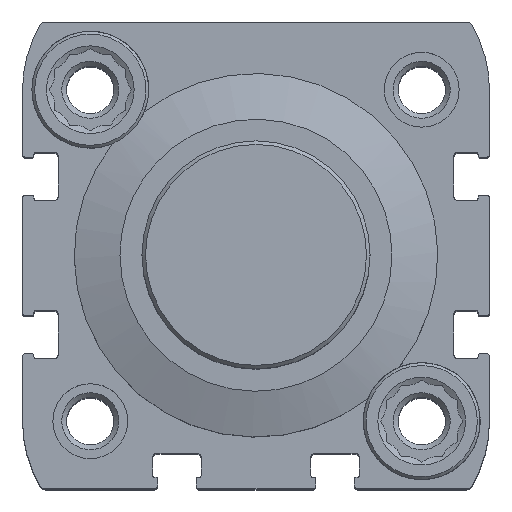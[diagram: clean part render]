
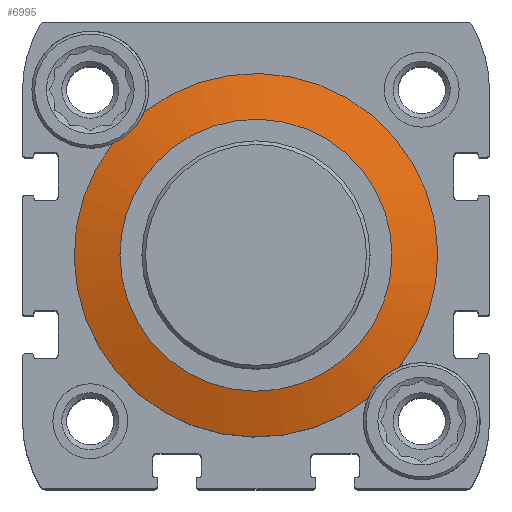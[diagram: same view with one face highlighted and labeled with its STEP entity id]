
A CAD part, top view. The second image highlights one B-rep face of the part: STEP entity #6995.
In plain terms, the highlighted spherical face has radius 75 mm.
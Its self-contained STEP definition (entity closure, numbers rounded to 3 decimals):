
#30=SPHERICAL_SURFACE('',#7582,75.);
#290=B_SPLINE_CURVE_WITH_KNOTS('',3,(#11159,#11160,#11161,#11162,#11163),
 .UNSPECIFIED.,.F.,.F.,(4,1,4),(0.,0.003,
0.006),.UNSPECIFIED.);
#291=B_SPLINE_CURVE_WITH_KNOTS('',3,(#11167,#11168,#11169,#11170,#11171),
 .UNSPECIFIED.,.F.,.F.,(4,1,4),(0.,0.003,
0.006),.UNSPECIFIED.);
#1915=ORIENTED_EDGE('',*,*,#4003,.T.);
#1916=ORIENTED_EDGE('',*,*,#4004,.F.);
#1917=ORIENTED_EDGE('',*,*,#4005,.T.);
#1918=ORIENTED_EDGE('',*,*,#4006,.F.);
#1919=ORIENTED_EDGE('',*,*,#4007,.T.);
#4003=EDGE_CURVE('',#5035,#5035,#5595,.T.);
#4004=EDGE_CURVE('',#5036,#5037,#5596,.T.);
#4005=EDGE_CURVE('',#5036,#5038,#290,.T.);
#4006=EDGE_CURVE('',#5039,#5038,#5597,.T.);
#4007=EDGE_CURVE('',#5039,#5037,#291,.T.);
#5035=VERTEX_POINT('',#11155);
#5036=VERTEX_POINT('',#11157);
#5037=VERTEX_POINT('',#11158);
#5038=VERTEX_POINT('',#11164);
#5039=VERTEX_POINT('',#11166);
#5595=CIRCLE('',#7583,19.082);
#5596=CIRCLE('',#7584,25.5);
#5597=CIRCLE('',#7585,25.5);
#5859=EDGE_LOOP('',(#1915));
#5860=EDGE_LOOP('',(#1916,#1917,#1918,#1919));
#6343=FACE_BOUND('',#5859,.T.);
#6344=FACE_BOUND('',#5860,.T.);
#6995=ADVANCED_FACE('',(#6343,#6344),#30,.T.);
#7582=AXIS2_PLACEMENT_3D('',#11153,#8705,#8706);
#7583=AXIS2_PLACEMENT_3D('',#11154,#8707,#8708);
#7584=AXIS2_PLACEMENT_3D('',#11156,#8709,#8710);
#7585=AXIS2_PLACEMENT_3D('',#11165,#8711,#8712);
#8705=DIRECTION('',(0.,0.,-1.));
#8706=DIRECTION('',(0.,1.,0.));
#8707=DIRECTION('',(0.,0.,-1.));
#8708=DIRECTION('',(-1.,0.,0.));
#8709=DIRECTION('',(0.,0.,-1.));
#8710=DIRECTION('',(-1.,0.,0.));
#8711=DIRECTION('',(0.,0.,-1.));
#8712=DIRECTION('',(-1.,0.,0.));
#11153=CARTESIAN_POINT('',(0.,0.,-58.032));
#11154=CARTESIAN_POINT('',(0.,0.,14.5));
#11155=CARTESIAN_POINT('',(-19.082,0.,14.5));
#11156=CARTESIAN_POINT('',(0.,0.,12.5));
#11157=CARTESIAN_POINT('',(15.673,-20.115,12.5));
#11158=CARTESIAN_POINT('',(-20.115,15.673,12.5));
#11159=CARTESIAN_POINT('',(15.673,-20.115,12.5));
#11160=CARTESIAN_POINT('',(16.083,-19.125,12.691));
#11161=CARTESIAN_POINT('',(17.297,-17.303,12.89));
#11162=CARTESIAN_POINT('',(19.124,-16.083,12.691));
#11163=CARTESIAN_POINT('',(20.115,-15.673,12.5));
#11164=CARTESIAN_POINT('',(20.115,-15.673,12.5));
#11165=CARTESIAN_POINT('',(0.,0.,12.5));
#11166=CARTESIAN_POINT('',(-15.673,20.115,12.5));
#11167=CARTESIAN_POINT('',(-15.673,20.115,12.5));
#11168=CARTESIAN_POINT('',(-16.083,19.125,12.691));
#11169=CARTESIAN_POINT('',(-17.297,17.303,12.89));
#11170=CARTESIAN_POINT('',(-19.124,16.083,12.691));
#11171=CARTESIAN_POINT('',(-20.115,15.673,12.5));
